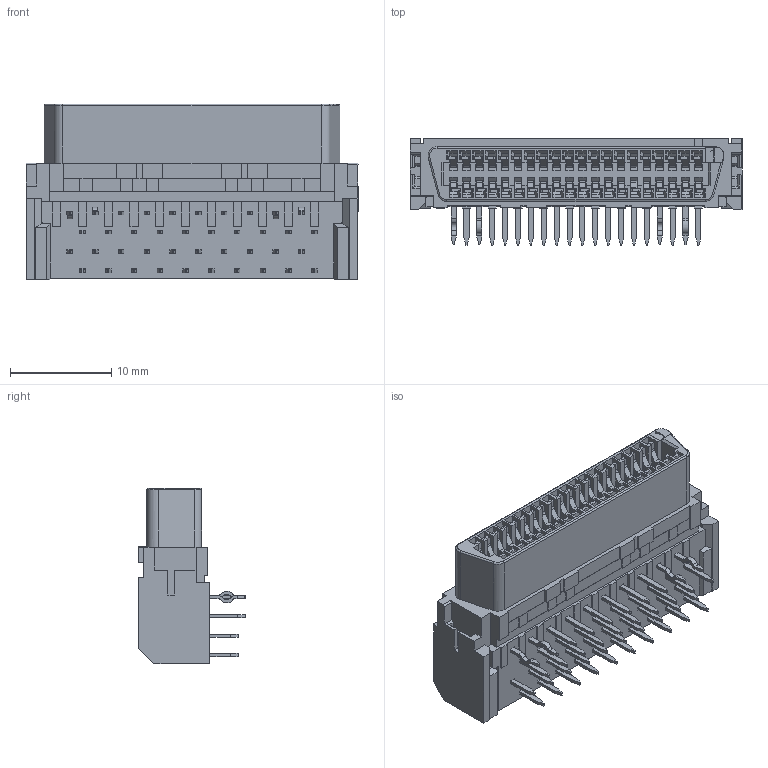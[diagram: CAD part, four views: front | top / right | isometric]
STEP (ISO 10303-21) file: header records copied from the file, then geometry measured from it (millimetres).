
FILE_DESCRIPTION( ('This file contains a STEP AP42 implementation' ,'as created by ZW3D STEP Interface translator.') ,'2;1' );
FILE_NAME( '6321D-XXXRDXXPNX01.stp' ,'231027.144059', (''), ('ZWCAD Software Co.'), 'Version 1.0', 'ZW3D to STEP translator', '' );
FILE_SCHEMA(('AUTOMOTIVE_DESIGN { 1 0 10303 214 1 1 1 1 }'));
Length unit declared in the file: millimetre
Products named in the file (2): 0; 6321D-040RDXXPWX0X
Bounding box: 32.73 x 10.51 x 17.3 mm (x, y, z)
Volume: 1720 mm3; surface area: 4557.4 mm2
Topology: 1 solids, 1 shells, 3431 faces, 10199 edges, 6609 vertices
Faces by surface type: plane 2535, bspline 839, cylinder 57
Entity records: 129378 total; most frequent: CARTESIAN_POINT 40172, ORIENTED_EDGE 20398, DIRECTION 13976, EDGE_CURVE 10199, VECTOR 8492, LINE 8492, VERTEX_POINT 6609, EDGE_LOOP 3532
